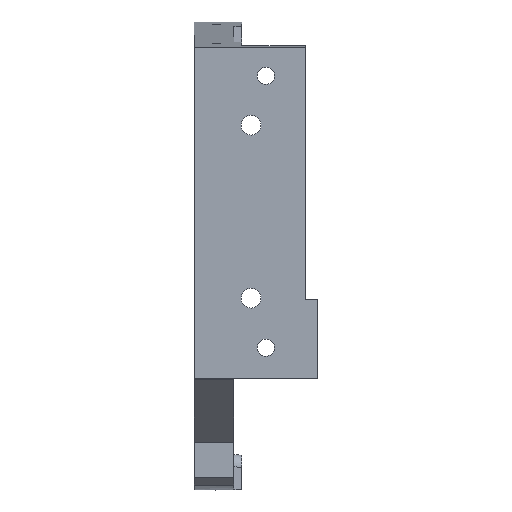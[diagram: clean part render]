
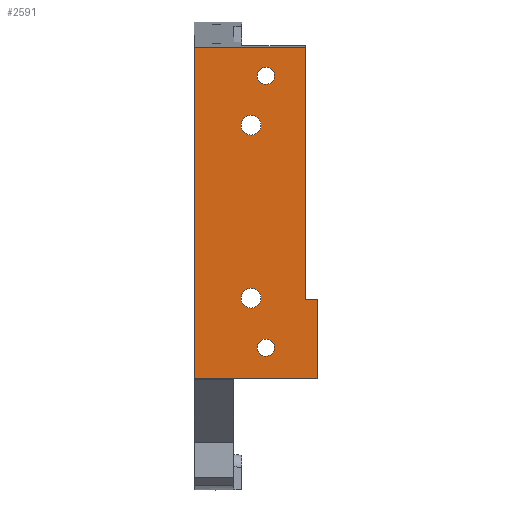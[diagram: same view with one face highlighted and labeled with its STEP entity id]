
A CAD part, front view. The second image highlights one B-rep face of the part: STEP entity #2591.
In plain terms, the highlighted planar face has unit normal (0, -1, 0).
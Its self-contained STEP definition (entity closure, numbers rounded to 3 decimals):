
#95 = DIRECTION ( 'NONE',  ( 0., 1., 0. ) ) ;
#118 = DIRECTION ( 'NONE',  ( 1., 0., 0. ) ) ;
#151 = CARTESIAN_POINT ( 'NONE',  ( 0., -60., -6. ) ) ;
#196 = EDGE_LOOP ( 'NONE', ( #1673, #4697 ) ) ;
#629 = DIRECTION ( 'NONE',  ( -1., 0., 0. ) ) ;
#687 = DIRECTION ( 'NONE',  ( -1., 0., 0. ) ) ;
#719 = DIRECTION ( 'NONE',  ( 0., -1., 0. ) ) ;
#946 = DIRECTION ( 'NONE',  ( 0., -1., 0. ) ) ;
#952 = VERTEX_POINT ( 'NONE', #2245 ) ;
#1014 = CARTESIAN_POINT ( 'NONE',  ( 11.5, -60., 47.3 ) ) ;
#1019 = VERTEX_POINT ( 'NONE', #2894 ) ;
#1055 = EDGE_LOOP ( 'NONE', ( #1372, #7088 ) ) ;
#1166 = CARTESIAN_POINT ( 'NONE',  ( 22.5, -60., 61. ) ) ;
#1252 = LINE ( 'NONE', #1875, #8312 ) ;
#1319 = LINE ( 'NONE', #6478, #5683 ) ;
#1350 = VERTEX_POINT ( 'NONE', #151 ) ;
#1355 = AXIS2_PLACEMENT_3D ( 'NONE', #2040, #719, #2122 ) ;
#1372 = ORIENTED_EDGE ( 'NONE', *, *, #2131, .F. ) ;
#1432 = CARTESIAN_POINT ( 'NONE',  ( 14.5, -60., 2.05 ) ) ;
#1534 = DIRECTION ( 'NONE',  ( 0., -1., 0. ) ) ;
#1574 = LINE ( 'NONE', #2940, #7646 ) ;
#1673 = ORIENTED_EDGE ( 'NONE', *, *, #3463, .F. ) ;
#1712 = VERTEX_POINT ( 'NONE', #1014 ) ;
#1767 = AXIS2_PLACEMENT_3D ( 'NONE', #5784, #6476, #5622 ) ;
#1779 = VERTEX_POINT ( 'NONE', #2088 ) ;
#1802 = VERTEX_POINT ( 'NONE', #3960 ) ;
#1803 = DIRECTION ( 'NONE',  ( 0., 0., -1. ) ) ;
#1875 = CARTESIAN_POINT ( 'NONE',  ( 9.6, -60., -6. ) ) ;
#1882 = DIRECTION ( 'NONE',  ( 0., -1., 0. ) ) ;
#1913 = EDGE_LOOP ( 'NONE', ( #7864, #2308 ) ) ;
#1916 = ORIENTED_EDGE ( 'NONE', *, *, #3631, .F. ) ;
#1976 = EDGE_CURVE ( 'NONE', #7467, #6881, #1319, .T. ) ;
#1999 = LINE ( 'NONE', #3364, #3930 ) ;
#2009 = AXIS2_PLACEMENT_3D ( 'NONE', #7052, #3837, #5737 ) ;
#2040 = CARTESIAN_POINT ( 'NONE',  ( 14.5, -60., 55.3 ) ) ;
#2084 = PLANE ( 'NONE',  #7348 ) ;
#2088 = CARTESIAN_POINT ( 'NONE',  ( 14.5, -60., 57.05 ) ) ;
#2108 = EDGE_CURVE ( 'NONE', #3126, #1712, #7331, .T. ) ;
#2122 = DIRECTION ( 'NONE',  ( 0., 0., -1. ) ) ;
#2131 = EDGE_CURVE ( 'NONE', #4404, #4727, #3095, .T. ) ;
#2211 = ORIENTED_EDGE ( 'NONE', *, *, #6759, .F. ) ;
#2245 = CARTESIAN_POINT ( 'NONE',  ( 11.5, -60., 8.3 ) ) ;
#2282 = ORIENTED_EDGE ( 'NONE', *, *, #3203, .F. ) ;
#2308 = ORIENTED_EDGE ( 'NONE', *, *, #3987, .F. ) ;
#2312 = EDGE_CURVE ( 'NONE', #6994, #7223, #1574, .T. ) ;
#2327 = AXIS2_PLACEMENT_3D ( 'NONE', #8087, #946, #4868 ) ;
#2338 = DIRECTION ( 'NONE',  ( 0., 0., -1. ) ) ;
#2347 = DIRECTION ( 'NONE',  ( 0., 0., -1. ) ) ;
#2412 = CARTESIAN_POINT ( 'NONE',  ( 22.5, -60., 10. ) ) ;
#2586 = EDGE_CURVE ( 'NONE', #6881, #1350, #1999, .T. ) ;
#2591 = ADVANCED_FACE ( 'NONE', ( #3872, #3912, #6015, #5970, #7942 ), #2084, .F. ) ;
#2598 = EDGE_CURVE ( 'NONE', #1779, #1802, #7219, .T. ) ;
#2894 = CARTESIAN_POINT ( 'NONE',  ( 11.5, -60., 12.3 ) ) ;
#2902 = DIRECTION ( 'NONE',  ( 0., 0., -1. ) ) ;
#2940 = CARTESIAN_POINT ( 'NONE',  ( 25., -60., 10. ) ) ;
#2950 = AXIS2_PLACEMENT_3D ( 'NONE', #6799, #3621, #2347 ) ;
#3095 = CIRCLE ( 'NONE', #7878, 1.75 ) ;
#3126 = VERTEX_POINT ( 'NONE', #4833 ) ;
#3161 = EDGE_CURVE ( 'NONE', #1019, #952, #3541, .T. ) ;
#3203 = EDGE_CURVE ( 'NONE', #8331, #6994, #5952, .T. ) ;
#3216 = CARTESIAN_POINT ( 'NONE',  ( 25., -60., -6. ) ) ;
#3259 = CARTESIAN_POINT ( 'NONE',  ( 22.5, -60., 10. ) ) ;
#3364 = CARTESIAN_POINT ( 'NONE',  ( 0., -60., -6. ) ) ;
#3463 = EDGE_CURVE ( 'NONE', #1712, #3126, #4915, .T. ) ;
#3541 = CIRCLE ( 'NONE', #4636, 2. ) ;
#3621 = DIRECTION ( 'NONE',  ( 0., -1., 0. ) ) ;
#3631 = EDGE_CURVE ( 'NONE', #7223, #1350, #1252, .T. ) ;
#3837 = DIRECTION ( 'NONE',  ( 0., -1., 0. ) ) ;
#3872 = FACE_BOUND ( 'NONE', #1055, .T. ) ;
#3912 = FACE_BOUND ( 'NONE', #1913, .T. ) ;
#3930 = VECTOR ( 'NONE', #4595, 1000. ) ;
#3960 = CARTESIAN_POINT ( 'NONE',  ( 14.5, -60., 53.55 ) ) ;
#3987 = EDGE_CURVE ( 'NONE', #952, #1019, #6265, .T. ) ;
#4039 = DIRECTION ( 'NONE',  ( 0., 0., 1. ) ) ;
#4212 = EDGE_LOOP ( 'NONE', ( #2211, #6113 ) ) ;
#4404 = VERTEX_POINT ( 'NONE', #1432 ) ;
#4548 = EDGE_LOOP ( 'NONE', ( #1916, #5905, #2282, #7021, #5624, #5840 ) ) ;
#4585 = CIRCLE ( 'NONE', #6778, 1.75 ) ;
#4595 = DIRECTION ( 'NONE',  ( 0., 0., -1. ) ) ;
#4636 = AXIS2_PLACEMENT_3D ( 'NONE', #7617, #5566, #6380 ) ;
#4697 = ORIENTED_EDGE ( 'NONE', *, *, #2108, .F. ) ;
#4719 = VECTOR ( 'NONE', #1803, 1000. ) ;
#4727 = VERTEX_POINT ( 'NONE', #6797 ) ;
#4833 = CARTESIAN_POINT ( 'NONE',  ( 11.5, -60., 43.3 ) ) ;
#4868 = DIRECTION ( 'NONE',  ( 0., 0., -1. ) ) ;
#4907 = VECTOR ( 'NONE', #118, 1000. ) ;
#4915 = CIRCLE ( 'NONE', #2327, 2. ) ;
#5106 = CARTESIAN_POINT ( 'NONE',  ( 0., -60., 61. ) ) ;
#5220 = LINE ( 'NONE', #1166, #4719 ) ;
#5566 = DIRECTION ( 'NONE',  ( 0., -1., 0. ) ) ;
#5599 = CARTESIAN_POINT ( 'NONE',  ( 22.5, -60., 61. ) ) ;
#5622 = DIRECTION ( 'NONE',  ( 0., 0., -1. ) ) ;
#5624 = ORIENTED_EDGE ( 'NONE', *, *, #1976, .T. ) ;
#5680 = CIRCLE ( 'NONE', #2950, 1.75 ) ;
#5683 = VECTOR ( 'NONE', #629, 1000. ) ;
#5737 = DIRECTION ( 'NONE',  ( 0., 0., -1. ) ) ;
#5784 = CARTESIAN_POINT ( 'NONE',  ( 11.5, -60., 10.3 ) ) ;
#5840 = ORIENTED_EDGE ( 'NONE', *, *, #2586, .T. ) ;
#5905 = ORIENTED_EDGE ( 'NONE', *, *, #2312, .F. ) ;
#5952 = LINE ( 'NONE', #3259, #4907 ) ;
#5970 = FACE_OUTER_BOUND ( 'NONE', #4548, .T. ) ;
#6015 = FACE_BOUND ( 'NONE', #196, .T. ) ;
#6113 = ORIENTED_EDGE ( 'NONE', *, *, #2598, .F. ) ;
#6177 = EDGE_CURVE ( 'NONE', #7467, #8331, #5220, .T. ) ;
#6265 = CIRCLE ( 'NONE', #1767, 2. ) ;
#6380 = DIRECTION ( 'NONE',  ( 0., 0., -1. ) ) ;
#6396 = EDGE_CURVE ( 'NONE', #4727, #4404, #5680, .T. ) ;
#6476 = DIRECTION ( 'NONE',  ( 0., -1., 0. ) ) ;
#6478 = CARTESIAN_POINT ( 'NONE',  ( 9.6, -60., 61. ) ) ;
#6529 = CARTESIAN_POINT ( 'NONE',  ( 25., -60., 10. ) ) ;
#6640 = CARTESIAN_POINT ( 'NONE',  ( 14.5, -60., 0.3 ) ) ;
#6759 = EDGE_CURVE ( 'NONE', #1802, #1779, #4585, .T. ) ;
#6778 = AXIS2_PLACEMENT_3D ( 'NONE', #8150, #1534, #2338 ) ;
#6797 = CARTESIAN_POINT ( 'NONE',  ( 14.5, -60., -1.45 ) ) ;
#6799 = CARTESIAN_POINT ( 'NONE',  ( 14.5, -60., 0.3 ) ) ;
#6881 = VERTEX_POINT ( 'NONE', #5106 ) ;
#6994 = VERTEX_POINT ( 'NONE', #6529 ) ;
#7021 = ORIENTED_EDGE ( 'NONE', *, *, #6177, .F. ) ;
#7052 = CARTESIAN_POINT ( 'NONE',  ( 11.5, -60., 45.3 ) ) ;
#7088 = ORIENTED_EDGE ( 'NONE', *, *, #6396, .F. ) ;
#7219 = CIRCLE ( 'NONE', #1355, 1.75 ) ;
#7223 = VERTEX_POINT ( 'NONE', #3216 ) ;
#7263 = CARTESIAN_POINT ( 'NONE',  ( 9.6, -60., -6. ) ) ;
#7272 = DIRECTION ( 'NONE',  ( 0., 0., -1. ) ) ;
#7331 = CIRCLE ( 'NONE', #2009, 2. ) ;
#7348 = AXIS2_PLACEMENT_3D ( 'NONE', #7263, #95, #4039 ) ;
#7467 = VERTEX_POINT ( 'NONE', #5599 ) ;
#7617 = CARTESIAN_POINT ( 'NONE',  ( 11.5, -60., 10.3 ) ) ;
#7646 = VECTOR ( 'NONE', #2902, 1000. ) ;
#7864 = ORIENTED_EDGE ( 'NONE', *, *, #3161, .F. ) ;
#7878 = AXIS2_PLACEMENT_3D ( 'NONE', #6640, #1882, #7272 ) ;
#7942 = FACE_BOUND ( 'NONE', #4212, .T. ) ;
#8087 = CARTESIAN_POINT ( 'NONE',  ( 11.5, -60., 45.3 ) ) ;
#8150 = CARTESIAN_POINT ( 'NONE',  ( 14.5, -60., 55.3 ) ) ;
#8312 = VECTOR ( 'NONE', #687, 1000. ) ;
#8331 = VERTEX_POINT ( 'NONE', #2412 ) ;
